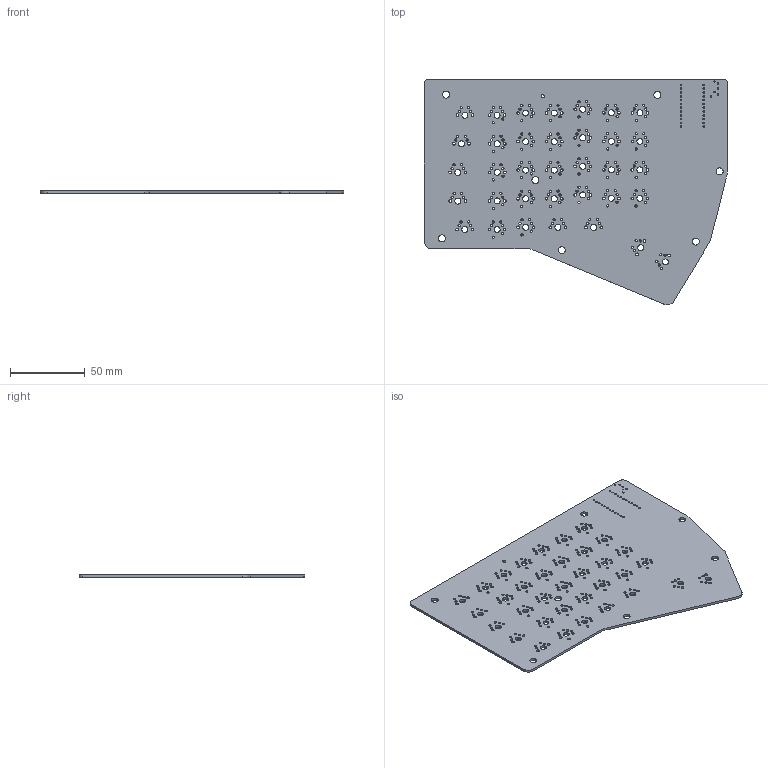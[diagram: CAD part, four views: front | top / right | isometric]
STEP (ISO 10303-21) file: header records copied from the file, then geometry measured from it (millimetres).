
FILE_DESCRIPTION(('KiCad electronic assembly'),'2;1');
FILE_NAME('ataro_v0.2.step','2024-08-05T20:03:48',('Pcbnew'),('Kicad'), 'Open CASCADE STEP processor 7.7','KiCad to STEP converter','Unknown' );
FILE_SCHEMA(('AUTOMOTIVE_DESIGN { 1 0 10303 214 1 1 1 1 }'));
Length unit declared in the file: millimetre
Products named in the file (2): ataro_v0.2 1; ataro_v0.2_PCB
Assembly tree (1 placements, depth 2):
  ataro_v0.2 1
    ataro_v0.2_PCB
Bounding box: 202.6 x 150.98 x 1.6 mm (x, y, z)
Volume: 38091.6 mm3; surface area: 51756.9 mm2
Topology: 1 solids, 1 shells, 417 faces, 1245 edges, 830 vertices
Faces by surface type: cylinder 400, plane 17
Full cylindrical faces by diameter (mm): 0.8 x2, 1.092 x24, 1.5 x192, 1.75 x52, 2.2 x1, 4 x26, 4.7 x7
Entity records: 15896 total; most frequent: DIRECTION 2883, CARTESIAN_POINT 2494, ORIENTED_EDGE 2490, EDGE_CURVE 1245, AXIS2_PLACEMENT_3D 1219, FACE_BOUND 1087, EDGE_LOOP 1087, VERTEX_POINT 830
